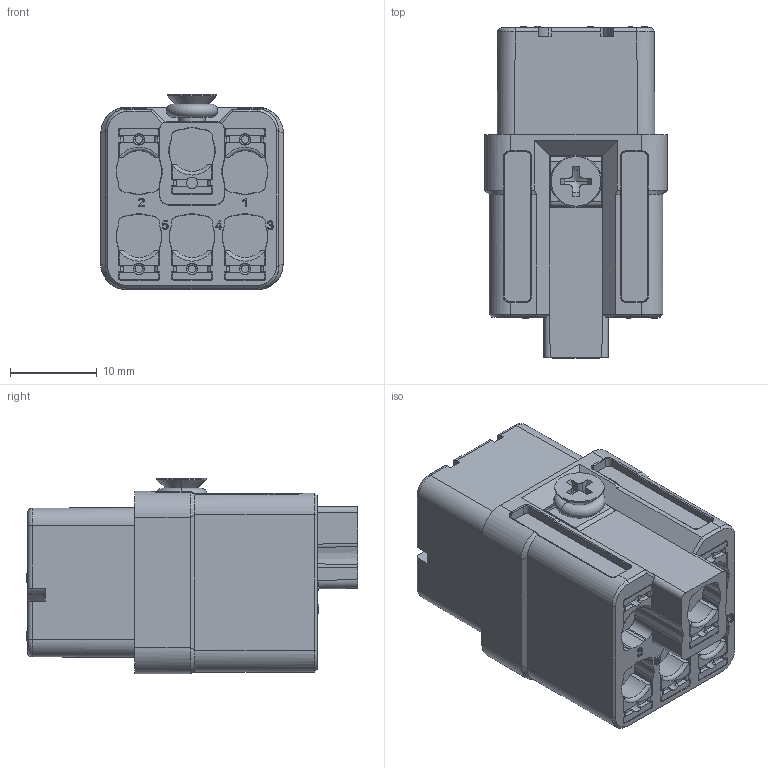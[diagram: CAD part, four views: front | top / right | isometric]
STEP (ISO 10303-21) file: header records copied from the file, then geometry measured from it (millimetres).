
FILE_DESCRIPTION(/* description */ (''),/* implementation_level */ '2;1');
FILE_NAME(/* name */ '3D_1300050020001_HQ-005_0-FQ_V1.0_stp.stp',/* time_stamp */ '2024-01-20T15:03:44+08:00',/* author */ (''),/* organization */ (''),/* preprocessor_version */ 'ST-DEVELOPER v18.1',/* originating_system */ 'SIEMENS PLM Software NX 1980',/* authorisation */ '');
FILE_SCHEMA (('AUTOMOTIVE_DESIGN { 1 0 10303 214 3 1 1 1 }'));
Length unit declared in the file: millimetre
Products named in the file (1): ylga34E87DDAjc2v
Bounding box: 21 x 38.2 x 22.5 mm (x, y, z)
Volume: 11068.3 mm3; surface area: 5703.2 mm2
Topology: 1 solids, 2 shells, 826 faces, 2249 edges, 1456 vertices
Faces by surface type: plane 450, cylinder 258, cone 50, torus 38, extrusion 22, bspline 8
Entity records: 27673 total; most frequent: CARTESIAN_POINT 7844, ORIENTED_EDGE 4494, DIRECTION 3559, EDGE_CURVE 2247, VERTEX_POINT 1456, VECTOR 1249, LINE 1227, AXIS2_PLACEMENT_3D 1155
